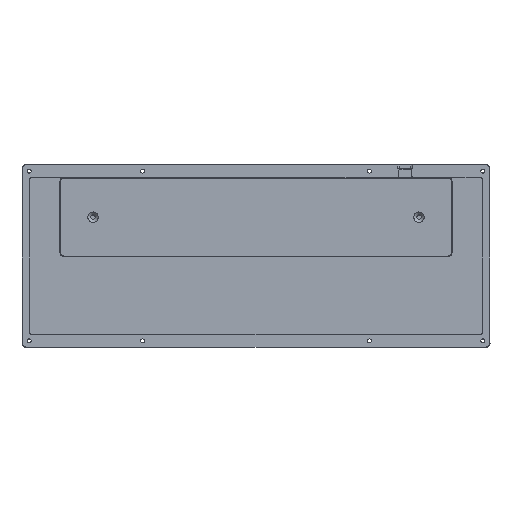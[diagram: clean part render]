
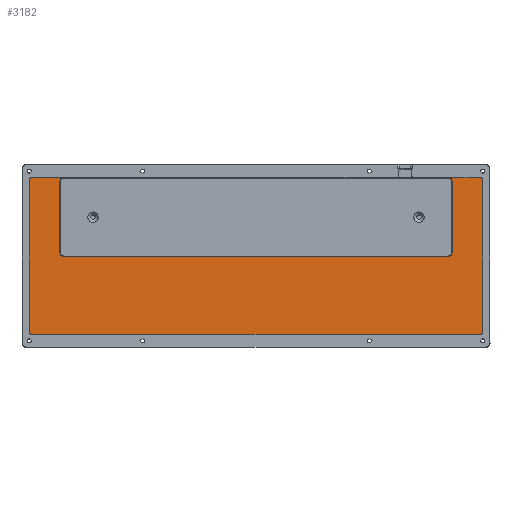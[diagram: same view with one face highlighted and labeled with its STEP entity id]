
A CAD part, top view. The second image highlights one B-rep face of the part: STEP entity #3182.
In plain terms, the highlighted planar face has unit normal (0, 0, 1).
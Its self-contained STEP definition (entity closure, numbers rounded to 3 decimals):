
#159=PLANE('',#3408);
#248=FACE_OUTER_BOUND('',#445,.T.);
#445=EDGE_LOOP('',(#2173,#2174,#2175,#2176,#2177,#2178,#2179,#2180,#2181,
#2182,#2183,#2184,#2185,#2186,#2187,#2188));
#678=LINE('',#4677,#976);
#679=LINE('',#4681,#977);
#680=LINE('',#4685,#978);
#681=LINE('',#4689,#979);
#682=LINE('',#4693,#980);
#683=LINE('',#4697,#981);
#684=LINE('',#4701,#982);
#685=LINE('',#4704,#983);
#976=VECTOR('',#3738,10.);
#977=VECTOR('',#3741,10.);
#978=VECTOR('',#3744,10.);
#979=VECTOR('',#3747,10.);
#980=VECTOR('',#3750,10.);
#981=VECTOR('',#3753,10.);
#982=VECTOR('',#3756,10.);
#983=VECTOR('',#3759,10.);
#1272=CIRCLE('',#3406,1.5);
#1274=CIRCLE('',#3409,1.5);
#1275=CIRCLE('',#3410,3.25);
#1276=CIRCLE('',#3411,3.25);
#1277=CIRCLE('',#3412,3.25);
#1278=CIRCLE('',#3413,3.25);
#1279=CIRCLE('',#3414,1.5);
#1280=CIRCLE('',#3415,1.5);
#1399=VERTEX_POINT('',#4667);
#1400=VERTEX_POINT('',#4668);
#1403=VERTEX_POINT('',#4676);
#1404=VERTEX_POINT('',#4678);
#1405=VERTEX_POINT('',#4680);
#1406=VERTEX_POINT('',#4682);
#1407=VERTEX_POINT('',#4684);
#1408=VERTEX_POINT('',#4686);
#1409=VERTEX_POINT('',#4688);
#1410=VERTEX_POINT('',#4690);
#1411=VERTEX_POINT('',#4692);
#1412=VERTEX_POINT('',#4694);
#1413=VERTEX_POINT('',#4696);
#1414=VERTEX_POINT('',#4698);
#1415=VERTEX_POINT('',#4700);
#1416=VERTEX_POINT('',#4702);
#1694=EDGE_CURVE('',#1399,#1400,#1272,.T.);
#1698=EDGE_CURVE('',#1400,#1403,#678,.T.);
#1699=EDGE_CURVE('',#1403,#1404,#1274,.T.);
#1700=EDGE_CURVE('',#1404,#1405,#679,.T.);
#1701=EDGE_CURVE('',#1406,#1405,#1275,.T.);
#1702=EDGE_CURVE('',#1407,#1406,#680,.T.);
#1703=EDGE_CURVE('',#1408,#1407,#1276,.T.);
#1704=EDGE_CURVE('',#1409,#1408,#681,.T.);
#1705=EDGE_CURVE('',#1410,#1409,#1277,.T.);
#1706=EDGE_CURVE('',#1411,#1410,#682,.T.);
#1707=EDGE_CURVE('',#1412,#1411,#1278,.T.);
#1708=EDGE_CURVE('',#1412,#1413,#683,.T.);
#1709=EDGE_CURVE('',#1413,#1414,#1279,.T.);
#1710=EDGE_CURVE('',#1414,#1415,#684,.T.);
#1711=EDGE_CURVE('',#1415,#1416,#1280,.T.);
#1712=EDGE_CURVE('',#1416,#1399,#685,.T.);
#2173=ORIENTED_EDGE('',*,*,#1694,.T.);
#2174=ORIENTED_EDGE('',*,*,#1698,.T.);
#2175=ORIENTED_EDGE('',*,*,#1699,.T.);
#2176=ORIENTED_EDGE('',*,*,#1700,.T.);
#2177=ORIENTED_EDGE('',*,*,#1701,.F.);
#2178=ORIENTED_EDGE('',*,*,#1702,.F.);
#2179=ORIENTED_EDGE('',*,*,#1703,.F.);
#2180=ORIENTED_EDGE('',*,*,#1704,.F.);
#2181=ORIENTED_EDGE('',*,*,#1705,.F.);
#2182=ORIENTED_EDGE('',*,*,#1706,.F.);
#2183=ORIENTED_EDGE('',*,*,#1707,.F.);
#2184=ORIENTED_EDGE('',*,*,#1708,.T.);
#2185=ORIENTED_EDGE('',*,*,#1709,.T.);
#2186=ORIENTED_EDGE('',*,*,#1710,.T.);
#2187=ORIENTED_EDGE('',*,*,#1711,.T.);
#2188=ORIENTED_EDGE('',*,*,#1712,.T.);
#3182=ADVANCED_FACE('',(#248),#159,.F.);
#3406=AXIS2_PLACEMENT_3D('',#4669,#3730,#3731);
#3408=AXIS2_PLACEMENT_3D('',#4675,#3736,#3737);
#3409=AXIS2_PLACEMENT_3D('',#4679,#3739,#3740);
#3410=AXIS2_PLACEMENT_3D('',#4683,#3742,#3743);
#3411=AXIS2_PLACEMENT_3D('',#4687,#3745,#3746);
#3412=AXIS2_PLACEMENT_3D('',#4691,#3748,#3749);
#3413=AXIS2_PLACEMENT_3D('',#4695,#3751,#3752);
#3414=AXIS2_PLACEMENT_3D('',#4699,#3754,#3755);
#3415=AXIS2_PLACEMENT_3D('',#4703,#3757,#3758);
#3730=DIRECTION('center_axis',(0.,0.,1.));
#3731=DIRECTION('ref_axis',(0.707,-0.707,0.));
#3736=DIRECTION('center_axis',(0.,0.,-1.));
#3737=DIRECTION('ref_axis',(-1.,0.,0.));
#3738=DIRECTION('',(0.,1.,0.));
#3739=DIRECTION('center_axis',(0.,0.,1.));
#3740=DIRECTION('ref_axis',(0.707,0.707,0.));
#3741=DIRECTION('',(-1.,0.,0.));
#3742=DIRECTION('center_axis',(0.,0.,1.));
#3743=DIRECTION('ref_axis',(0.707,0.707,0.));
#3744=DIRECTION('',(0.,1.,0.));
#3745=DIRECTION('center_axis',(0.,0.,1.));
#3746=DIRECTION('ref_axis',(0.707,-0.707,0.));
#3747=DIRECTION('',(1.,0.,0.));
#3748=DIRECTION('center_axis',(0.,0.,1.));
#3749=DIRECTION('ref_axis',(-0.707,-0.707,0.));
#3750=DIRECTION('',(0.,-1.,0.));
#3751=DIRECTION('center_axis',(0.,0.,1.));
#3752=DIRECTION('ref_axis',(-0.707,0.707,0.));
#3753=DIRECTION('',(-1.,0.,0.));
#3754=DIRECTION('center_axis',(0.,0.,1.));
#3755=DIRECTION('ref_axis',(-0.707,0.707,0.));
#3756=DIRECTION('',(0.,-1.,0.));
#3757=DIRECTION('center_axis',(0.,0.,1.));
#3758=DIRECTION('ref_axis',(-0.707,-0.707,0.));
#3759=DIRECTION('',(1.,0.,0.));
#4667=CARTESIAN_POINT('',(171.832,-60.032,1.175));
#4668=CARTESIAN_POINT('',(173.332,-58.532,1.175));
#4669=CARTESIAN_POINT('Origin',(171.832,-58.532,1.175));
#4675=CARTESIAN_POINT('Origin',(0.,0.,1.175));
#4676=CARTESIAN_POINT('',(173.332,58.532,1.175));
#4677=CARTESIAN_POINT('',(173.332,31.016,1.175));
#4678=CARTESIAN_POINT('',(171.832,60.032,1.175));
#4679=CARTESIAN_POINT('Origin',(171.832,58.532,1.175));
#4680=CARTESIAN_POINT('',(148.25,60.032,1.175));
#4681=CARTESIAN_POINT('',(-87.166,60.032,1.175));
#4682=CARTESIAN_POINT('',(150.25,57.032,1.175));
#4683=CARTESIAN_POINT('Origin',(147.,57.032,1.175));
#4684=CARTESIAN_POINT('',(150.25,2.516,1.175));
#4685=CARTESIAN_POINT('',(150.25,26.016,1.175));
#4686=CARTESIAN_POINT('',(147.,-0.734,1.175));
#4687=CARTESIAN_POINT('Origin',(147.,2.516,1.175));
#4688=CARTESIAN_POINT('',(-147.,-0.734,1.175));
#4689=CARTESIAN_POINT('',(-50.,-0.734,1.175));
#4690=CARTESIAN_POINT('',(-150.25,2.516,1.175));
#4691=CARTESIAN_POINT('Origin',(-147.,2.516,1.175));
#4692=CARTESIAN_POINT('',(-150.25,57.032,1.175));
#4693=CARTESIAN_POINT('',(-150.25,-3.984,1.175));
#4694=CARTESIAN_POINT('',(-148.25,60.032,1.175));
#4695=CARTESIAN_POINT('Origin',(-147.,57.032,1.175));
#4696=CARTESIAN_POINT('',(-171.832,60.032,1.175));
#4697=CARTESIAN_POINT('',(-87.166,60.032,1.175));
#4698=CARTESIAN_POINT('',(-173.332,58.532,1.175));
#4699=CARTESIAN_POINT('Origin',(-171.832,58.532,1.175));
#4700=CARTESIAN_POINT('',(-173.332,-58.532,1.175));
#4701=CARTESIAN_POINT('',(-173.332,-31.016,1.175));
#4702=CARTESIAN_POINT('',(-171.832,-60.032,1.175));
#4703=CARTESIAN_POINT('Origin',(-171.832,-58.532,1.175));
#4704=CARTESIAN_POINT('',(87.166,-60.032,1.175));
